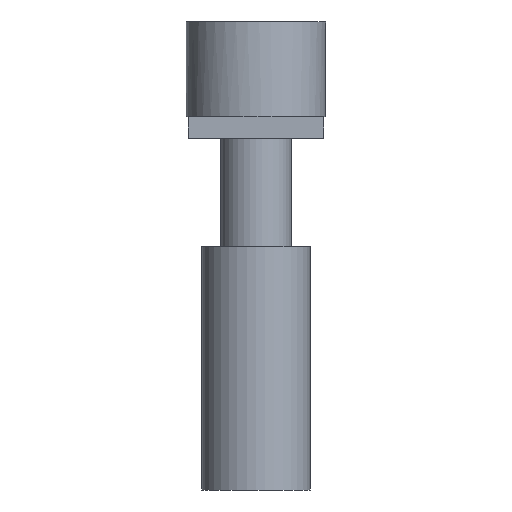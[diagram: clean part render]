
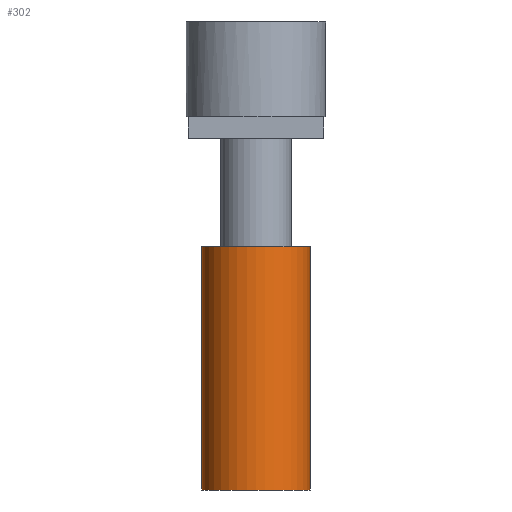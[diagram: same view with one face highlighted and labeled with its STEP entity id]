
A CAD part, left-side view. The second image highlights one B-rep face of the part: STEP entity #302.
In plain terms, the highlighted cylindrical face has radius 2 mm (diameter 4 mm), a full revolution.
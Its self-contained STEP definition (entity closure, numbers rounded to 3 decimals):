
#62=CYLINDRICAL_SURFACE('',#1713,2.);
#179=FACE_BOUND('',#618,.T.);
#180=FACE_BOUND('',#619,.T.);
#302=ADVANCED_FACE('',(#179,#180),#62,.T.);
#618=EDGE_LOOP('',(#1070));
#619=EDGE_LOOP('',(#1071));
#1070=ORIENTED_EDGE('',*,*,#1385,.F.);
#1071=ORIENTED_EDGE('',*,*,#1386,.F.);
#1215=VERTEX_POINT('',#2637);
#1216=VERTEX_POINT('',#2640);
#1385=EDGE_CURVE('',#1215,#1215,#1499,.T.);
#1386=EDGE_CURVE('',#1216,#1216,#1500,.T.);
#1499=CIRCLE('',#1710,2.);
#1500=CIRCLE('',#1712,2.);
#1710=AXIS2_PLACEMENT_3D('',#2636,#2199,#2200);
#1712=AXIS2_PLACEMENT_3D('',#2639,#2203,#2204);
#1713=AXIS2_PLACEMENT_3D('',#2641,#2205,#2206);
#2199=DIRECTION('',(0.,0.,-1.));
#2200=DIRECTION('',(1.,0.,0.));
#2203=DIRECTION('',(0.,0.,1.));
#2204=DIRECTION('',(1.,0.,0.));
#2205=DIRECTION('',(0.,0.,-1.));
#2206=DIRECTION('',(1.,0.,0.));
#2636=CARTESIAN_POINT('',(723.819,216.439,-13.));
#2637=CARTESIAN_POINT('',(725.819,216.439,-13.));
#2639=CARTESIAN_POINT('',(723.819,216.439,-4.));
#2640=CARTESIAN_POINT('',(725.819,216.439,-4.));
#2641=CARTESIAN_POINT('',(723.819,216.439,-4.));
